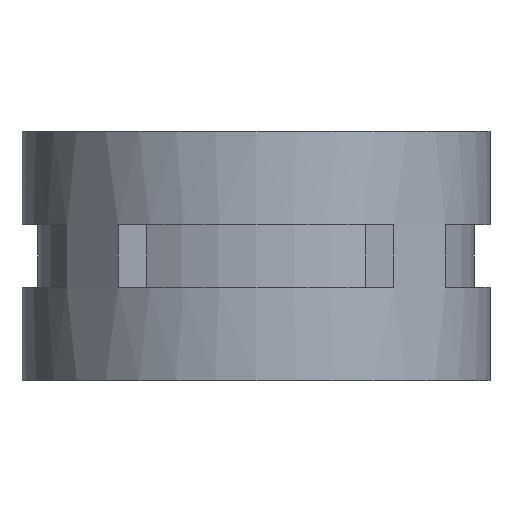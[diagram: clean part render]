
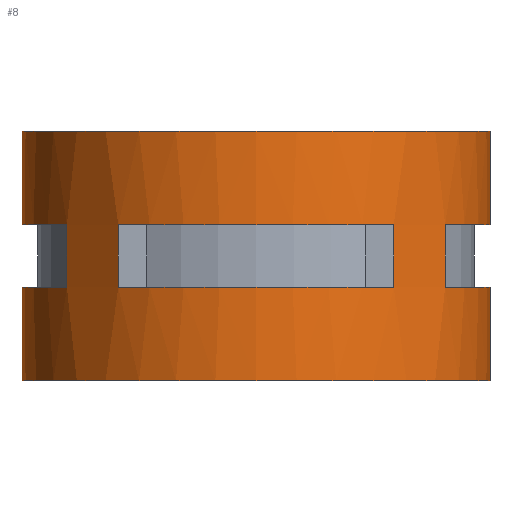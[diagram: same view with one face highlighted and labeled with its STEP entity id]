
A CAD part, front view. The second image highlights one B-rep face of the part: STEP entity #8.
In plain terms, the highlighted cylindrical face has radius 15 mm (diameter 30 mm), a partial arc.
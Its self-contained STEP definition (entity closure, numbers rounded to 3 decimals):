
#8 = ADVANCED_FACE ( 'NONE', ( #365, #1238 ), #138, .T. ) ;
#27 = CARTESIAN_POINT ( 'NONE',  ( 0., 0., 10. ) ) ;
#35 = VECTOR ( 'NONE', #370, 1000. ) ;
#42 = EDGE_CURVE ( 'NONE', #790, #220, #1014, .T. ) ;
#85 = AXIS2_PLACEMENT_3D ( 'NONE', #1415, #406, #1213 ) ;
#91 = EDGE_CURVE ( 'NONE', #1134, #715, #844, .T. ) ;
#104 = VECTOR ( 'NONE', #1257, 1000. ) ;
#112 = DIRECTION ( 'NONE',  ( 0., 0., 1. ) ) ;
#114 = EDGE_LOOP ( 'NONE', ( #171, #270, #1151, #165 ) ) ;
#122 = CARTESIAN_POINT ( 'NONE',  ( -12.125, -8.831, 6. ) ) ;
#127 = CARTESIAN_POINT ( 'NONE',  ( -8.831, -12.125, 10. ) ) ;
#130 = DIRECTION ( 'NONE',  ( 0., 0., 1. ) ) ;
#138 = CYLINDRICAL_SURFACE ( 'NONE', #483, 15. ) ;
#141 = ORIENTED_EDGE ( 'NONE', *, *, #317, .F. ) ;
#151 = DIRECTION ( 'NONE',  ( 1., 0., 0. ) ) ;
#156 = CARTESIAN_POINT ( 'NONE',  ( 15., 0., 10. ) ) ;
#158 = EDGE_CURVE ( 'NONE', #1440, #611, #850, .T. ) ;
#159 = VERTEX_POINT ( 'NONE', #156 ) ;
#165 = ORIENTED_EDGE ( 'NONE', *, *, #994, .T. ) ;
#170 = CARTESIAN_POINT ( 'NONE',  ( -15., 0., 16. ) ) ;
#171 = ORIENTED_EDGE ( 'NONE', *, *, #768, .F. ) ;
#184 = EDGE_CURVE ( 'NONE', #1134, #518, #1040, .T. ) ;
#190 = DIRECTION ( 'NONE',  ( 1., 0., 0. ) ) ;
#203 = CARTESIAN_POINT ( 'NONE',  ( 8.831, -12.125, 10. ) ) ;
#206 = CARTESIAN_POINT ( 'NONE',  ( -12.125, -8.831, 10. ) ) ;
#216 = CARTESIAN_POINT ( 'NONE',  ( -15., 0., -5. ) ) ;
#220 = VERTEX_POINT ( 'NONE', #206 ) ;
#221 = ORIENTED_EDGE ( 'NONE', *, *, #1412, .T. ) ;
#226 = CARTESIAN_POINT ( 'NONE',  ( -15., 0., 6. ) ) ;
#270 = ORIENTED_EDGE ( 'NONE', *, *, #184, .F. ) ;
#272 = CARTESIAN_POINT ( 'NONE',  ( 15., 0., -5. ) ) ;
#277 = DIRECTION ( 'NONE',  ( 1., 0., 0. ) ) ;
#280 = EDGE_CURVE ( 'NONE', #1339, #1364, #432, .T. ) ;
#284 = ORIENTED_EDGE ( 'NONE', *, *, #889, .T. ) ;
#288 = DIRECTION ( 'NONE',  ( 0., 0., 1. ) ) ;
#298 = CIRCLE ( 'NONE', #1346, 15. ) ;
#304 = DIRECTION ( 'NONE',  ( 1., 0., 0. ) ) ;
#317 = EDGE_CURVE ( 'NONE', #1440, #328, #1223, .T. ) ;
#328 = VERTEX_POINT ( 'NONE', #226 ) ;
#331 = LINE ( 'NONE', #659, #552 ) ;
#363 = CIRCLE ( 'NONE', #1183, 15. ) ;
#365 = FACE_OUTER_BOUND ( 'NONE', #1454, .T. ) ;
#370 = DIRECTION ( 'NONE',  ( 0., 0., 1. ) ) ;
#394 = DIRECTION ( 'NONE',  ( 0., 0., 1. ) ) ;
#406 = DIRECTION ( 'NONE',  ( 0., 0., 1. ) ) ;
#418 = ORIENTED_EDGE ( 'NONE', *, *, #613, .F. ) ;
#432 = CIRCLE ( 'NONE', #456, 15. ) ;
#442 = ORIENTED_EDGE ( 'NONE', *, *, #42, .F. ) ;
#456 = AXIS2_PLACEMENT_3D ( 'NONE', #1436, #991, #1332 ) ;
#475 = DIRECTION ( 'NONE',  ( 0., 0., 1. ) ) ;
#483 = AXIS2_PLACEMENT_3D ( 'NONE', #569, #130, #587 ) ;
#487 = CARTESIAN_POINT ( 'NONE',  ( -8.831, -12.125, 6. ) ) ;
#505 = VECTOR ( 'NONE', #112, 1000. ) ;
#518 = VERTEX_POINT ( 'NONE', #602 ) ;
#526 = AXIS2_PLACEMENT_3D ( 'NONE', #1035, #1189, #304 ) ;
#533 = DIRECTION ( 'NONE',  ( 0., 0., 1. ) ) ;
#545 = EDGE_CURVE ( 'NONE', #680, #1144, #298, .T. ) ;
#552 = VECTOR ( 'NONE', #1120, 1000. ) ;
#556 = ORIENTED_EDGE ( 'NONE', *, *, #847, .T. ) ;
#565 = VECTOR ( 'NONE', #992, 1000. ) ;
#569 = CARTESIAN_POINT ( 'NONE',  ( 0., 0., -5. ) ) ;
#587 = DIRECTION ( 'NONE',  ( 1., 0., 0. ) ) ;
#602 = CARTESIAN_POINT ( 'NONE',  ( 8.831, -12.125, 6. ) ) ;
#607 = LINE ( 'NONE', #272, #35 ) ;
#608 = DIRECTION ( 'NONE',  ( 0., 0., 1. ) ) ;
#611 = VERTEX_POINT ( 'NONE', #1325 ) ;
#613 = EDGE_CURVE ( 'NONE', #328, #790, #919, .T. ) ;
#635 = CARTESIAN_POINT ( 'NONE',  ( 12.125, -8.831, 10. ) ) ;
#659 = CARTESIAN_POINT ( 'NONE',  ( 8.831, -12.125, 6. ) ) ;
#664 = ORIENTED_EDGE ( 'NONE', *, *, #747, .T. ) ;
#680 = VERTEX_POINT ( 'NONE', #1092 ) ;
#694 = EDGE_CURVE ( 'NONE', #1194, #1339, #880, .T. ) ;
#715 = VERTEX_POINT ( 'NONE', #127 ) ;
#738 = VECTOR ( 'NONE', #896, 1000. ) ;
#747 = EDGE_CURVE ( 'NONE', #1112, #159, #363, .T. ) ;
#765 = CARTESIAN_POINT ( 'NONE',  ( 12.125, -8.831, 6. ) ) ;
#768 = EDGE_CURVE ( 'NONE', #518, #1086, #331, .T. ) ;
#779 = LINE ( 'NONE', #765, #565 ) ;
#784 = CARTESIAN_POINT ( 'NONE',  ( -15., 0., -5. ) ) ;
#790 = VERTEX_POINT ( 'NONE', #1009 ) ;
#806 = DIRECTION ( 'NONE',  ( 1., 0., 0. ) ) ;
#839 = ORIENTED_EDGE ( 'NONE', *, *, #158, .T. ) ;
#844 = LINE ( 'NONE', #1281, #1419 ) ;
#847 = EDGE_CURVE ( 'NONE', #1194, #220, #1297, .T. ) ;
#850 = CIRCLE ( 'NONE', #1065, 15. ) ;
#870 = AXIS2_PLACEMENT_3D ( 'NONE', #27, #475, #151 ) ;
#880 = LINE ( 'NONE', #216, #1203 ) ;
#889 = EDGE_CURVE ( 'NONE', #611, #1144, #607, .T. ) ;
#896 = DIRECTION ( 'NONE',  ( 0., 0., 1. ) ) ;
#904 = ORIENTED_EDGE ( 'NONE', *, *, #545, .F. ) ;
#909 = LINE ( 'NONE', #1023, #738 ) ;
#917 = AXIS2_PLACEMENT_3D ( 'NONE', #949, #394, #1071 ) ;
#919 = CIRCLE ( 'NONE', #85, 15. ) ;
#949 = CARTESIAN_POINT ( 'NONE',  ( 0., 0., 6. ) ) ;
#964 = CIRCLE ( 'NONE', #526, 15. ) ;
#970 = ORIENTED_EDGE ( 'NONE', *, *, #280, .F. ) ;
#991 = DIRECTION ( 'NONE',  ( 0., 0., 1. ) ) ;
#992 = DIRECTION ( 'NONE',  ( 0., 0., 1. ) ) ;
#994 = EDGE_CURVE ( 'NONE', #715, #1086, #964, .T. ) ;
#1009 = CARTESIAN_POINT ( 'NONE',  ( -12.125, -8.831, 6. ) ) ;
#1014 = LINE ( 'NONE', #122, #104 ) ;
#1023 = CARTESIAN_POINT ( 'NONE',  ( 15., 0., -5. ) ) ;
#1035 = CARTESIAN_POINT ( 'NONE',  ( 0., 0., 10. ) ) ;
#1040 = CIRCLE ( 'NONE', #917, 15. ) ;
#1065 = AXIS2_PLACEMENT_3D ( 'NONE', #1388, #1157, #277 ) ;
#1071 = DIRECTION ( 'NONE',  ( 1., 0., 0. ) ) ;
#1086 = VERTEX_POINT ( 'NONE', #203 ) ;
#1092 = CARTESIAN_POINT ( 'NONE',  ( 12.125, -8.831, 6. ) ) ;
#1112 = VERTEX_POINT ( 'NONE', #635 ) ;
#1120 = DIRECTION ( 'NONE',  ( 0., 0., 1. ) ) ;
#1134 = VERTEX_POINT ( 'NONE', #487 ) ;
#1144 = VERTEX_POINT ( 'NONE', #1265 ) ;
#1151 = ORIENTED_EDGE ( 'NONE', *, *, #91, .T. ) ;
#1157 = DIRECTION ( 'NONE',  ( 0., 0., 1. ) ) ;
#1159 = ORIENTED_EDGE ( 'NONE', *, *, #694, .F. ) ;
#1163 = CARTESIAN_POINT ( 'NONE',  ( 0., 0., 6. ) ) ;
#1174 = EDGE_CURVE ( 'NONE', #159, #1364, #909, .T. ) ;
#1183 = AXIS2_PLACEMENT_3D ( 'NONE', #1227, #1335, #806 ) ;
#1189 = DIRECTION ( 'NONE',  ( 0., 0., 1. ) ) ;
#1194 = VERTEX_POINT ( 'NONE', #1258 ) ;
#1203 = VECTOR ( 'NONE', #533, 1000. ) ;
#1213 = DIRECTION ( 'NONE',  ( 1., 0., 0. ) ) ;
#1215 = CARTESIAN_POINT ( 'NONE',  ( -15., 0., 0. ) ) ;
#1223 = LINE ( 'NONE', #784, #505 ) ;
#1227 = CARTESIAN_POINT ( 'NONE',  ( 0., 0., 10. ) ) ;
#1238 = FACE_BOUND ( 'NONE', #114, .T. ) ;
#1257 = DIRECTION ( 'NONE',  ( 0., 0., 1. ) ) ;
#1258 = CARTESIAN_POINT ( 'NONE',  ( -15., 0., 10. ) ) ;
#1265 = CARTESIAN_POINT ( 'NONE',  ( 15., 0., 6. ) ) ;
#1277 = ORIENTED_EDGE ( 'NONE', *, *, #1174, .T. ) ;
#1281 = CARTESIAN_POINT ( 'NONE',  ( -8.831, -12.125, 6. ) ) ;
#1288 = CARTESIAN_POINT ( 'NONE',  ( 15., 0., 16. ) ) ;
#1297 = CIRCLE ( 'NONE', #870, 15. ) ;
#1325 = CARTESIAN_POINT ( 'NONE',  ( 15., 0., 0. ) ) ;
#1332 = DIRECTION ( 'NONE',  ( 1., 0., 0. ) ) ;
#1335 = DIRECTION ( 'NONE',  ( 0., 0., 1. ) ) ;
#1339 = VERTEX_POINT ( 'NONE', #170 ) ;
#1346 = AXIS2_PLACEMENT_3D ( 'NONE', #1163, #608, #190 ) ;
#1364 = VERTEX_POINT ( 'NONE', #1288 ) ;
#1388 = CARTESIAN_POINT ( 'NONE',  ( 0., 0., 0. ) ) ;
#1412 = EDGE_CURVE ( 'NONE', #680, #1112, #779, .T. ) ;
#1415 = CARTESIAN_POINT ( 'NONE',  ( 0., 0., 6. ) ) ;
#1419 = VECTOR ( 'NONE', #288, 1000. ) ;
#1436 = CARTESIAN_POINT ( 'NONE',  ( 0., 0., 16. ) ) ;
#1440 = VERTEX_POINT ( 'NONE', #1215 ) ;
#1454 = EDGE_LOOP ( 'NONE', ( #141, #839, #284, #904, #221, #664, #1277, #970, #1159, #556, #442, #418 ) ) ;
